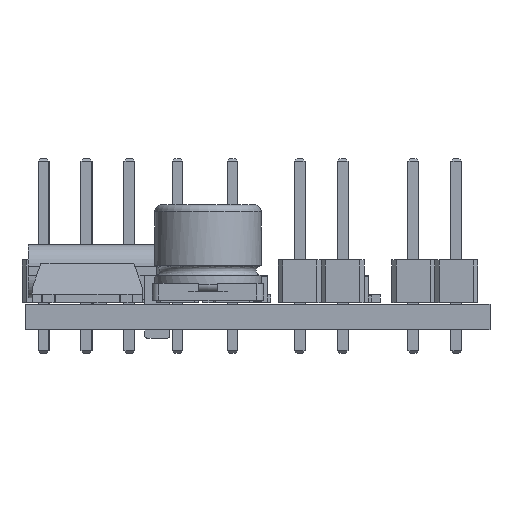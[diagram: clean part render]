
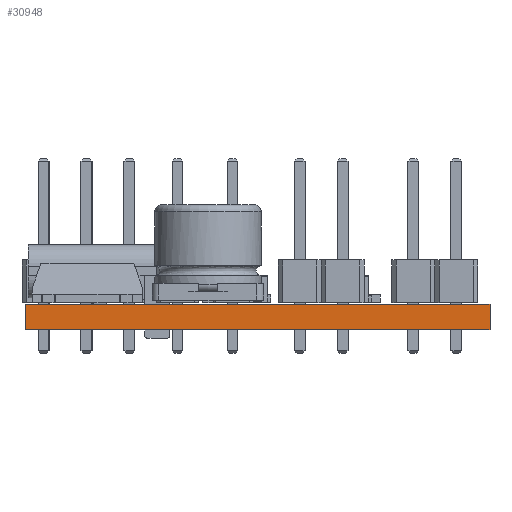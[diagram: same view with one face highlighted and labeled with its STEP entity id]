
A CAD part, front view. The second image highlights one B-rep face of the part: STEP entity #30948.
In plain terms, the highlighted planar face has unit normal (0, -1, 0).
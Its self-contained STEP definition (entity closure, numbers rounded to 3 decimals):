
#30948 = ADVANCED_FACE('',(#30949),#30983,.T.);
#30949 = FACE_BOUND('',#30950,.T.);
#30950 = EDGE_LOOP('',(#30951,#30961,#30969,#30977));
#30951 = ORIENTED_EDGE('',*,*,#30952,.T.);
#30952 = EDGE_CURVE('',#30953,#30955,#30957,.T.);
#30953 = VERTEX_POINT('',#30954);
#30954 = CARTESIAN_POINT('',(179.,-118.5,0.));
#30955 = VERTEX_POINT('',#30956);
#30956 = CARTESIAN_POINT('',(179.,-118.5,1.51));
#30957 = LINE('',#30958,#30959);
#30958 = CARTESIAN_POINT('',(179.,-118.5,0.));
#30959 = VECTOR('',#30960,1.);
#30960 = DIRECTION('',(0.,0.,1.));
#30961 = ORIENTED_EDGE('',*,*,#30962,.T.);
#30962 = EDGE_CURVE('',#30955,#30963,#30965,.T.);
#30963 = VERTEX_POINT('',#30964);
#30964 = CARTESIAN_POINT('',(151.47,-118.5,1.51));
#30965 = LINE('',#30966,#30967);
#30966 = CARTESIAN_POINT('',(179.,-118.5,1.51));
#30967 = VECTOR('',#30968,1.);
#30968 = DIRECTION('',(-1.,0.,0.));
#30969 = ORIENTED_EDGE('',*,*,#30970,.F.);
#30970 = EDGE_CURVE('',#30971,#30963,#30973,.T.);
#30971 = VERTEX_POINT('',#30972);
#30972 = CARTESIAN_POINT('',(151.47,-118.5,0.));
#30973 = LINE('',#30974,#30975);
#30974 = CARTESIAN_POINT('',(151.47,-118.5,0.));
#30975 = VECTOR('',#30976,1.);
#30976 = DIRECTION('',(0.,0.,1.));
#30977 = ORIENTED_EDGE('',*,*,#30978,.F.);
#30978 = EDGE_CURVE('',#30953,#30971,#30979,.T.);
#30979 = LINE('',#30980,#30981);
#30980 = CARTESIAN_POINT('',(179.,-118.5,0.));
#30981 = VECTOR('',#30982,1.);
#30982 = DIRECTION('',(-1.,0.,0.));
#30983 = PLANE('',#30984);
#30984 = AXIS2_PLACEMENT_3D('',#30985,#30986,#30987);
#30985 = CARTESIAN_POINT('',(179.,-118.5,0.));
#30986 = DIRECTION('',(0.,-1.,0.));
#30987 = DIRECTION('',(-1.,0.,0.));
